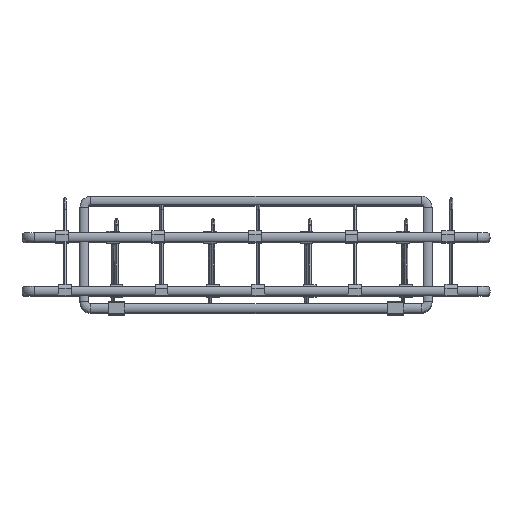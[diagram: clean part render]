
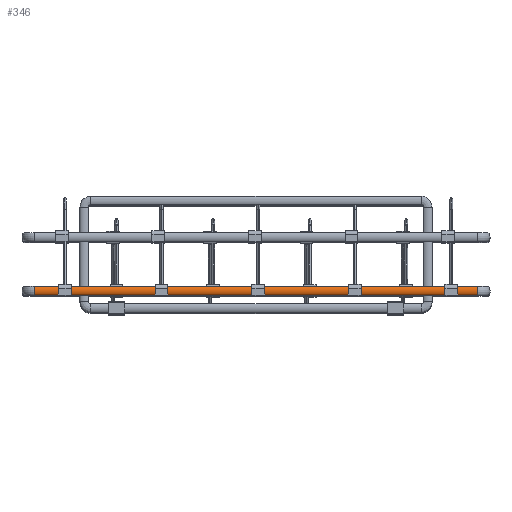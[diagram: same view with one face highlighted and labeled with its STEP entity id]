
A CAD part, top view. The second image highlights one B-rep face of the part: STEP entity #346.
In plain terms, the highlighted face is a extrusion surface.
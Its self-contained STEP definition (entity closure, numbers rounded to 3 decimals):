
#54=CARTESIAN_POINT('',(-206.,-30.,339.5));
#55=CARTESIAN_POINT('',(-206.,-30.,340.022));
#56=CARTESIAN_POINT('',(-206.,-29.134,341.067));
#57=CARTESIAN_POINT('',(-206.,-26.,341.716));
#58=CARTESIAN_POINT('',(-206.,-22.866,341.067));
#59=CARTESIAN_POINT('',(-206.,-22.,340.022));
#60=CARTESIAN_POINT('',(-206.,-22.,339.5));
#70=CARTESIAN_POINT('',(206.,-30.,339.5));
#71=CARTESIAN_POINT('',(206.,-30.,340.022));
#72=CARTESIAN_POINT('',(206.,-29.134,341.067));
#73=CARTESIAN_POINT('',(206.,-26.,341.716));
#74=CARTESIAN_POINT('',(206.,-22.866,341.067));
#75=CARTESIAN_POINT('',(206.,-22.,340.022));
#76=CARTESIAN_POINT('',(206.,-22.,339.5));
#78=DIRECTION('',(-1.,0.,0.));
#79=VECTOR('',#78,412.);
#80=CARTESIAN_POINT('',(206.,-30.,339.5));
#81=LINE('',#80,#79);
#170=CARTESIAN_POINT('',(-206.,-22.,339.5));
#176=CARTESIAN_POINT('',(-206.,-30.,339.5));
#186=CARTESIAN_POINT('',(206.,-22.,339.5));
#192=CARTESIAN_POINT('',(206.,-30.,339.5));
#194=DIRECTION('',(-1.,0.,0.));
#195=VECTOR('',#194,412.);
#196=CARTESIAN_POINT('',(206.,-22.,339.5));
#197=LINE('',#196,#195);
#250=VERTEX_POINT('',#186);
#251=VERTEX_POINT('',#192);
#252=VERTEX_POINT('',#170);
#253=VERTEX_POINT('',#176);
#329=CARTESIAN_POINT('',(206.,-26.,339.5));
#330=DIRECTION('',(-1.,0.,0.));
#331=DIRECTION('',(0.,1.,0.));
#332=AXIS2_PLACEMENT_3D('',#329,#330,#331);
#334=DIRECTION('',(-1.,0.,0.));
#335=VECTOR('',#334,1.);
#336=SURFACE_OF_LINEAR_EXTRUSION('',#333,#335);
#338=ORIENTED_EDGE('',*,*,#337,.F.);
#340=ORIENTED_EDGE('',*,*,#339,.T.);
#341=ORIENTED_EDGE('',*,*,#319,.T.);
#343=ORIENTED_EDGE('',*,*,#342,.F.);
#344=EDGE_LOOP('',(#338,#340,#341,#343));
#345=FACE_OUTER_BOUND('',#344,.F.);
#61=B_SPLINE_CURVE_WITH_KNOTS('',3,(#54,#55,#56,#57,#58,#59,#60),.UNSPECIFIED.,
.F.,.F.,(4,1,1,1,4),(0.,0.25,0.5,0.75,1.),.UNSPECIFIED.);
#77=B_SPLINE_CURVE_WITH_KNOTS('',3,(#70,#71,#72,#73,#74,#75,#76),.UNSPECIFIED.,
.F.,.F.,(4,1,1,1,4),(0.,0.25,0.5,0.75,1.),.UNSPECIFIED.);
#319=EDGE_CURVE('',#253,#252,#61,.T.);
#333=ELLIPSE('',#332,4.,2.);
#337=EDGE_CURVE('',#251,#250,#77,.T.);
#339=EDGE_CURVE('',#251,#253,#81,.T.);
#342=EDGE_CURVE('',#250,#252,#197,.T.);
#346=ADVANCED_FACE('',(#345),#336,.T.);
